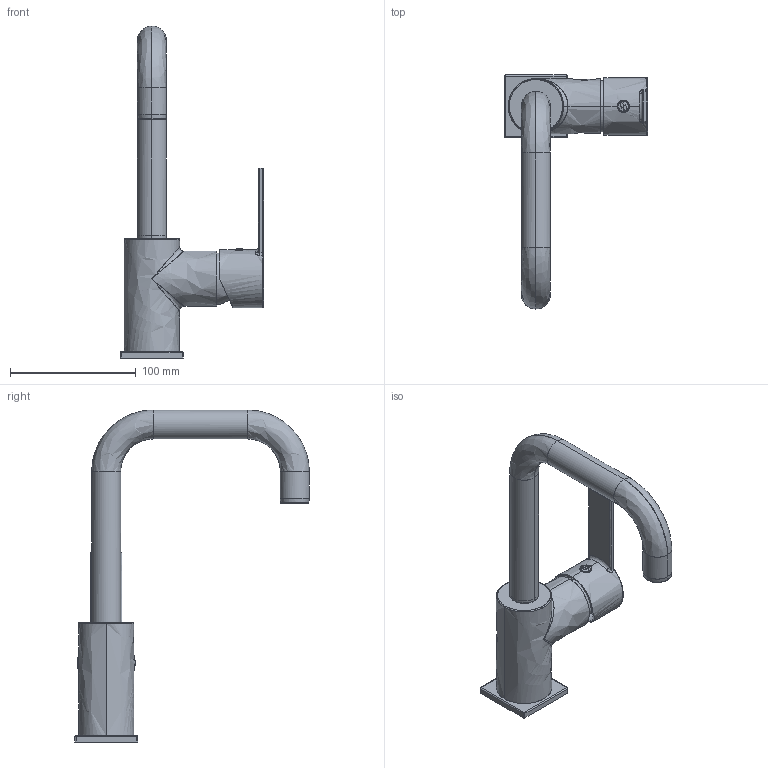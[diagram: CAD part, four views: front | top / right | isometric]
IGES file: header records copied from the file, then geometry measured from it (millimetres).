
Global section: file name: 31H; native system: Rhinoceros ( May 19 2006 ); preprocessor: Trout Lake IGES 012 May 19 2006; date: 140912.122017; units: millimetre
Bounding box: 113.8 x 186.5 x 264.1 mm (x, y, z)
Surface area: 74923.2 mm2 (no closed solid volume)
Topology: 0 solids, 0 shells, 103 faces, 3058 edges, 3058 vertices
Faces by surface type: bspline 103
